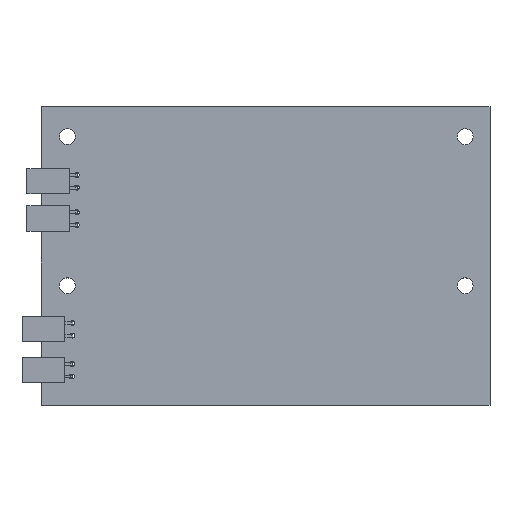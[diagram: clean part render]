
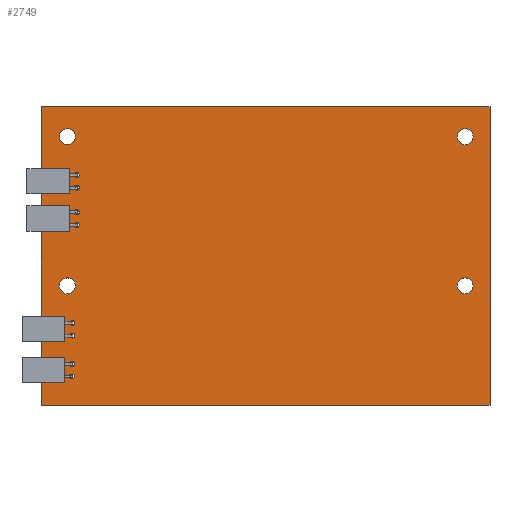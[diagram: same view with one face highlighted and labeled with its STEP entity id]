
A CAD part, top view. The second image highlights one B-rep face of the part: STEP entity #2749.
In plain terms, the highlighted planar face has unit normal (0, 0, 1).
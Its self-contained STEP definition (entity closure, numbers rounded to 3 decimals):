
#2505 = VERTEX_POINT('',#2506);
#2506 = CARTESIAN_POINT('',(0.,0.,1.6));
#2512 = EDGE_CURVE('',#2505,#2513,#2515,.T.);
#2513 = VERTEX_POINT('',#2514);
#2514 = CARTESIAN_POINT('',(-90.3,0.,1.6));
#2515 = LINE('',#2516,#2517);
#2516 = CARTESIAN_POINT('',(0.,0.,1.6));
#2517 = VECTOR('',#2518,1.);
#2518 = DIRECTION('',(-1.,0.,0.));
#2545 = VERTEX_POINT('',#2546);
#2546 = CARTESIAN_POINT('',(0.,60.,1.6));
#2552 = EDGE_CURVE('',#2545,#2505,#2553,.T.);
#2553 = LINE('',#2554,#2555);
#2554 = CARTESIAN_POINT('',(0.,60.,1.6));
#2555 = VECTOR('',#2556,1.);
#2556 = DIRECTION('',(0.,-1.,0.));
#2574 = EDGE_CURVE('',#2513,#2575,#2577,.T.);
#2575 = VERTEX_POINT('',#2576);
#2576 = CARTESIAN_POINT('',(-90.3,60.,1.6));
#2577 = LINE('',#2578,#2579);
#2578 = CARTESIAN_POINT('',(-90.3,0.,1.6));
#2579 = VECTOR('',#2580,1.);
#2580 = DIRECTION('',(0.,1.,0.));
#2749 = ADVANCED_FACE('',(#2750,#2761,#2772,#2783,#2794,#2805,#2816,
    #2827,#2838,#2849,#2860,#2871,#2882),#2893,.T.);
#2750 = FACE_BOUND('',#2751,.T.);
#2751 = EDGE_LOOP('',(#2752,#2753,#2754,#2760));
#2752 = ORIENTED_EDGE('',*,*,#2512,.F.);
#2753 = ORIENTED_EDGE('',*,*,#2552,.F.);
#2754 = ORIENTED_EDGE('',*,*,#2755,.F.);
#2755 = EDGE_CURVE('',#2575,#2545,#2756,.T.);
#2756 = LINE('',#2757,#2758);
#2757 = CARTESIAN_POINT('',(-90.3,60.,1.6));
#2758 = VECTOR('',#2759,1.);
#2759 = DIRECTION('',(1.,0.,0.));
#2760 = ORIENTED_EDGE('',*,*,#2574,.F.);
#2761 = FACE_BOUND('',#2762,.T.);
#2762 = EDGE_LOOP('',(#2763));
#2763 = ORIENTED_EDGE('',*,*,#2764,.T.);
#2764 = EDGE_CURVE('',#2765,#2765,#2767,.T.);
#2765 = VERTEX_POINT('',#2766);
#2766 = CARTESIAN_POINT('',(-84.1,5.26,1.6));
#2767 = CIRCLE('',#2768,0.5);
#2768 = AXIS2_PLACEMENT_3D('',#2769,#2770,#2771);
#2769 = CARTESIAN_POINT('',(-84.1,5.76,1.6));
#2770 = DIRECTION('',(-0.,0.,-1.));
#2771 = DIRECTION('',(-0.,-1.,0.));
#2772 = FACE_BOUND('',#2773,.T.);
#2773 = EDGE_LOOP('',(#2774));
#2774 = ORIENTED_EDGE('',*,*,#2775,.T.);
#2775 = EDGE_CURVE('',#2776,#2776,#2778,.T.);
#2776 = VERTEX_POINT('',#2777);
#2777 = CARTESIAN_POINT('',(-84.1,7.8,1.6));
#2778 = CIRCLE('',#2779,0.5);
#2779 = AXIS2_PLACEMENT_3D('',#2780,#2781,#2782);
#2780 = CARTESIAN_POINT('',(-84.1,8.3,1.6));
#2781 = DIRECTION('',(-0.,0.,-1.));
#2782 = DIRECTION('',(-0.,-1.,0.));
#2783 = FACE_BOUND('',#2784,.T.);
#2784 = EDGE_LOOP('',(#2785));
#2785 = ORIENTED_EDGE('',*,*,#2786,.T.);
#2786 = EDGE_CURVE('',#2787,#2787,#2789,.T.);
#2787 = VERTEX_POINT('',#2788);
#2788 = CARTESIAN_POINT('',(-84.,13.5,1.6));
#2789 = CIRCLE('',#2790,0.5);
#2790 = AXIS2_PLACEMENT_3D('',#2791,#2792,#2793);
#2791 = CARTESIAN_POINT('',(-84.,14.,1.6));
#2792 = DIRECTION('',(-0.,0.,-1.));
#2793 = DIRECTION('',(-0.,-1.,0.));
#2794 = FACE_BOUND('',#2795,.T.);
#2795 = EDGE_LOOP('',(#2796));
#2796 = ORIENTED_EDGE('',*,*,#2797,.T.);
#2797 = EDGE_CURVE('',#2798,#2798,#2800,.T.);
#2798 = VERTEX_POINT('',#2799);
#2799 = CARTESIAN_POINT('',(-84.,16.04,1.6));
#2800 = CIRCLE('',#2801,0.5);
#2801 = AXIS2_PLACEMENT_3D('',#2802,#2803,#2804);
#2802 = CARTESIAN_POINT('',(-84.,16.54,1.6));
#2803 = DIRECTION('',(-0.,0.,-1.));
#2804 = DIRECTION('',(-0.,-1.,0.));
#2805 = FACE_BOUND('',#2806,.T.);
#2806 = EDGE_LOOP('',(#2807));
#2807 = ORIENTED_EDGE('',*,*,#2808,.T.);
#2808 = EDGE_CURVE('',#2809,#2809,#2811,.T.);
#2809 = VERTEX_POINT('',#2810);
#2810 = CARTESIAN_POINT('',(-85.,22.4,1.6));
#2811 = CIRCLE('',#2812,1.6);
#2812 = AXIS2_PLACEMENT_3D('',#2813,#2814,#2815);
#2813 = CARTESIAN_POINT('',(-85.,24.,1.6));
#2814 = DIRECTION('',(-0.,0.,-1.));
#2815 = DIRECTION('',(-0.,-1.,0.));
#2816 = FACE_BOUND('',#2817,.T.);
#2817 = EDGE_LOOP('',(#2818));
#2818 = ORIENTED_EDGE('',*,*,#2819,.T.);
#2819 = EDGE_CURVE('',#2820,#2820,#2822,.T.);
#2820 = VERTEX_POINT('',#2821);
#2821 = CARTESIAN_POINT('',(-5.,22.4,1.6));
#2822 = CIRCLE('',#2823,1.6);
#2823 = AXIS2_PLACEMENT_3D('',#2824,#2825,#2826);
#2824 = CARTESIAN_POINT('',(-5.,24.,1.6));
#2825 = DIRECTION('',(-0.,0.,-1.));
#2826 = DIRECTION('',(-0.,-1.,0.));
#2827 = FACE_BOUND('',#2828,.T.);
#2828 = EDGE_LOOP('',(#2829));
#2829 = ORIENTED_EDGE('',*,*,#2830,.T.);
#2830 = EDGE_CURVE('',#2831,#2831,#2833,.T.);
#2831 = VERTEX_POINT('',#2832);
#2832 = CARTESIAN_POINT('',(-83.1,35.76,1.6));
#2833 = CIRCLE('',#2834,0.5);
#2834 = AXIS2_PLACEMENT_3D('',#2835,#2836,#2837);
#2835 = CARTESIAN_POINT('',(-83.1,36.26,1.6));
#2836 = DIRECTION('',(-0.,0.,-1.));
#2837 = DIRECTION('',(-0.,-1.,0.));
#2838 = FACE_BOUND('',#2839,.T.);
#2839 = EDGE_LOOP('',(#2840));
#2840 = ORIENTED_EDGE('',*,*,#2841,.T.);
#2841 = EDGE_CURVE('',#2842,#2842,#2844,.T.);
#2842 = VERTEX_POINT('',#2843);
#2843 = CARTESIAN_POINT('',(-83.1,38.3,1.6));
#2844 = CIRCLE('',#2845,0.5);
#2845 = AXIS2_PLACEMENT_3D('',#2846,#2847,#2848);
#2846 = CARTESIAN_POINT('',(-83.1,38.8,1.6));
#2847 = DIRECTION('',(-0.,0.,-1.));
#2848 = DIRECTION('',(-0.,-1.,0.));
#2849 = FACE_BOUND('',#2850,.T.);
#2850 = EDGE_LOOP('',(#2851));
#2851 = ORIENTED_EDGE('',*,*,#2852,.T.);
#2852 = EDGE_CURVE('',#2853,#2853,#2855,.T.);
#2853 = VERTEX_POINT('',#2854);
#2854 = CARTESIAN_POINT('',(-83.1,43.26,1.6));
#2855 = CIRCLE('',#2856,0.5);
#2856 = AXIS2_PLACEMENT_3D('',#2857,#2858,#2859);
#2857 = CARTESIAN_POINT('',(-83.1,43.76,1.6));
#2858 = DIRECTION('',(-0.,0.,-1.));
#2859 = DIRECTION('',(-0.,-1.,0.));
#2860 = FACE_BOUND('',#2861,.T.);
#2861 = EDGE_LOOP('',(#2862));
#2862 = ORIENTED_EDGE('',*,*,#2863,.T.);
#2863 = EDGE_CURVE('',#2864,#2864,#2866,.T.);
#2864 = VERTEX_POINT('',#2865);
#2865 = CARTESIAN_POINT('',(-83.1,45.8,1.6));
#2866 = CIRCLE('',#2867,0.5);
#2867 = AXIS2_PLACEMENT_3D('',#2868,#2869,#2870);
#2868 = CARTESIAN_POINT('',(-83.1,46.3,1.6));
#2869 = DIRECTION('',(-0.,0.,-1.));
#2870 = DIRECTION('',(-0.,-1.,0.));
#2871 = FACE_BOUND('',#2872,.T.);
#2872 = EDGE_LOOP('',(#2873));
#2873 = ORIENTED_EDGE('',*,*,#2874,.T.);
#2874 = EDGE_CURVE('',#2875,#2875,#2877,.T.);
#2875 = VERTEX_POINT('',#2876);
#2876 = CARTESIAN_POINT('',(-85.,52.4,1.6));
#2877 = CIRCLE('',#2878,1.6);
#2878 = AXIS2_PLACEMENT_3D('',#2879,#2880,#2881);
#2879 = CARTESIAN_POINT('',(-85.,54.,1.6));
#2880 = DIRECTION('',(-0.,0.,-1.));
#2881 = DIRECTION('',(-0.,-1.,0.));
#2882 = FACE_BOUND('',#2883,.T.);
#2883 = EDGE_LOOP('',(#2884));
#2884 = ORIENTED_EDGE('',*,*,#2885,.T.);
#2885 = EDGE_CURVE('',#2886,#2886,#2888,.T.);
#2886 = VERTEX_POINT('',#2887);
#2887 = CARTESIAN_POINT('',(-5.,52.4,1.6));
#2888 = CIRCLE('',#2889,1.6);
#2889 = AXIS2_PLACEMENT_3D('',#2890,#2891,#2892);
#2890 = CARTESIAN_POINT('',(-5.,54.,1.6));
#2891 = DIRECTION('',(-0.,0.,-1.));
#2892 = DIRECTION('',(-0.,-1.,0.));
#2893 = PLANE('',#2894);
#2894 = AXIS2_PLACEMENT_3D('',#2895,#2896,#2897);
#2895 = CARTESIAN_POINT('',(0.,0.,1.6));
#2896 = DIRECTION('',(0.,0.,1.));
#2897 = DIRECTION('',(1.,0.,-0.));
